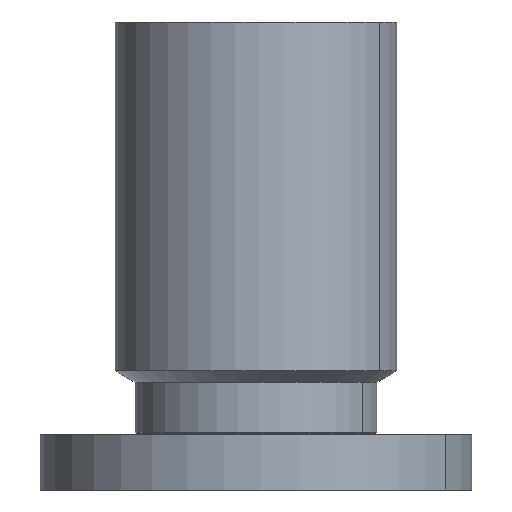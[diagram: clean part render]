
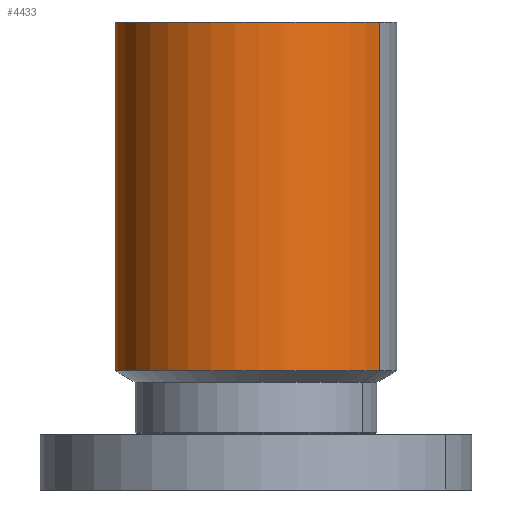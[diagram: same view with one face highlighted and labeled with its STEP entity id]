
A CAD part, left-side view. The second image highlights one B-rep face of the part: STEP entity #4433.
In plain terms, the highlighted cylindrical face has radius 68.326 mm (diameter 136.652 mm), a partial arc.
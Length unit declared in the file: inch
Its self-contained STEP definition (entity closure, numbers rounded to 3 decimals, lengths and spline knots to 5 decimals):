
#1538=AXIS2_PLACEMENT_3D('Circle Axis2P3D',#1536,#1537,$) ;
#4394=AXIS2_PLACEMENT_3D('Cylinder Axis2P3D',#4391,#4392,#4393) ;
#4424=AXIS2_PLACEMENT_3D('Circle Axis2P3D',#4422,#4423,$) ;
#1514=CARTESIAN_POINT('Vertex',(1.28965,2.3607,2.27689)) ;
#1521=CARTESIAN_POINT('Vertex',(-1.28965,-2.3607,2.27689)) ;
#1536=CARTESIAN_POINT('Axis2P3D Location',(0.,0.,2.27689)) ;
#4391=CARTESIAN_POINT('Axis2P3D Location',(0.,0.,4.4375)) ;
#4396=CARTESIAN_POINT('Line Origine',(1.28965,2.3607,5.6072)) ;
#4400=CARTESIAN_POINT('Vertex',(1.28965,2.3607,8.9375)) ;
#4407=CARTESIAN_POINT('Vertex',(-1.28965,-2.3607,8.9375)) ;
#4410=CARTESIAN_POINT('Line Origine',(-1.28965,-2.3607,5.6072)) ;
#4422=CARTESIAN_POINT('Axis2P3D Location',(0.,0.,8.9375)) ;
#1537=DIRECTION('Axis2P3D Direction',(-0.,0.,0.039)) ;
#4392=DIRECTION('Axis2P3D Direction',(0.,0.,-0.039)) ;
#4393=DIRECTION('Axis2P3D XDirection',(-0.019,-0.035,0.)) ;
#4397=DIRECTION('Vector Direction',(0.,0.,-0.039)) ;
#4411=DIRECTION('Vector Direction',(0.,0.,-0.039)) ;
#4423=DIRECTION('Axis2P3D Direction',(0.,0.,-0.039)) ;
#4398=VECTOR('Line Direction',#4397,0.03937) ;
#4412=VECTOR('Line Direction',#4411,0.03937) ;
#4428=ORIENTED_EDGE('',*,*,#1540,.F.) ;
#4429=ORIENTED_EDGE('',*,*,#4414,.T.) ;
#4430=ORIENTED_EDGE('',*,*,#4426,.T.) ;
#4431=ORIENTED_EDGE('',*,*,#4402,.F.) ;
#4433=ADVANCED_FACE('PartBody',(#4432),#4395,.T.) ;
#1539=CIRCLE('generated circle',#1538,2.69) ;
#4425=CIRCLE('generated circle',#4424,2.69) ;
#4395=CYLINDRICAL_SURFACE('generated cylinder',#4394,2.69) ;
#1540=EDGE_CURVE('',#1522,#1515,#1539,.F.) ;
#4402=EDGE_CURVE('',#1515,#4401,#4399,.F.) ;
#4414=EDGE_CURVE('',#1522,#4408,#4413,.F.) ;
#4426=EDGE_CURVE('',#4408,#4401,#4425,.T.) ;
#4427=EDGE_LOOP('',(#4428,#4429,#4430,#4431)) ;
#4432=FACE_OUTER_BOUND('',#4427,.T.) ;
#4399=LINE('Line',#4396,#4398) ;
#4413=LINE('Line',#4410,#4412) ;
#1515=VERTEX_POINT('',#1514) ;
#1522=VERTEX_POINT('',#1521) ;
#4401=VERTEX_POINT('',#4400) ;
#4408=VERTEX_POINT('',#4407) ;
